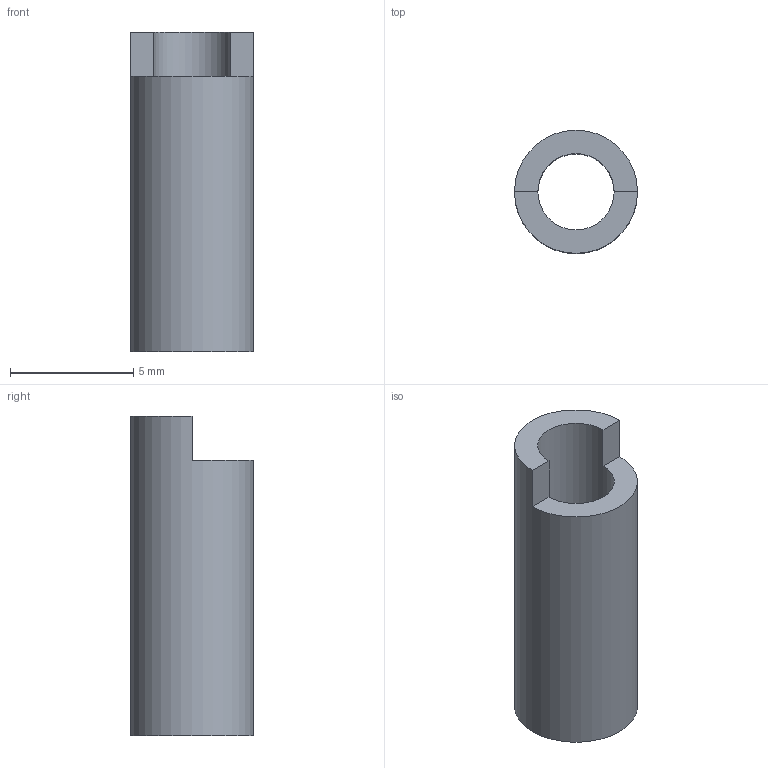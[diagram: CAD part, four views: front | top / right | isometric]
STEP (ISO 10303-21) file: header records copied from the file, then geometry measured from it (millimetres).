
FILE_DESCRIPTION(/* description */ (''),/* implementation_level */ '2;1');
FILE_NAME(/* name */ '3mm to 5mm wheel bearing spacer centred.stp',/* time_stamp */ '2020-09-01T18:54:35+01:00',/* author */ ('isaac879'),/* organization */ (''),/* preprocessor_version */ 'ST-DEVELOPER v18',/* originating_system */ 'Autodesk Inventor 2020',/* authorisation */ '');
FILE_SCHEMA (('AUTOMOTIVE_DESIGN { 1 0 10303 214 3 1 1 }'));
Length unit declared in the file: millimetre
Products named in the file (1): 3mm to 5mm wheel bearing spacer centred
Bounding box: 5 x 5 x 13 mm (x, y, z)
Volume: 146.3 mm3; surface area: 335.5 mm2
Topology: 1 solids, 1 shells, 7 faces, 17 edges, 11 vertices
Faces by surface type: plane 5, cylinder 2
Full cylindrical faces by diameter (mm): 3.1 x1, 5 x1
Entity records: 255 total; most frequent: DIRECTION 40, CARTESIAN_POINT 36, ORIENTED_EDGE 34, EDGE_CURVE 17, AXIS2_PLACEMENT_3D 15, VERTEX_POINT 11, LINE 10, VECTOR 10
